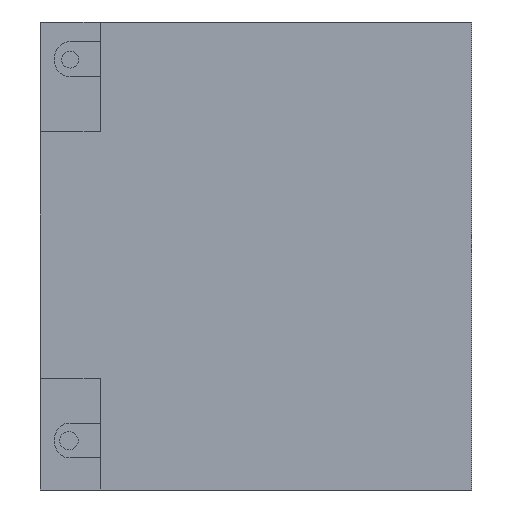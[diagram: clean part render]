
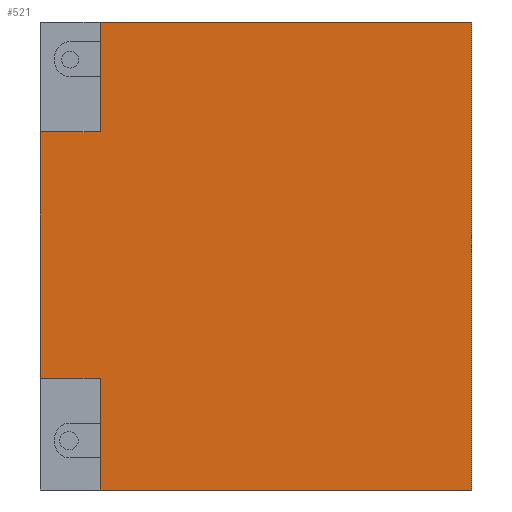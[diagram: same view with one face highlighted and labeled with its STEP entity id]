
A CAD part, left-side view. The second image highlights one B-rep face of the part: STEP entity #521.
In plain terms, the highlighted planar face has unit normal (-1, 0, 0).
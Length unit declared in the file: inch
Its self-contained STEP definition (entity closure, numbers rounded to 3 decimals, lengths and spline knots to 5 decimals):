
#49=FACE_OUTER_BOUND('',#79,.T.);
#79=EDGE_LOOP('',(#383,#384,#385,#386,#387,#388,#389,#390));
#111=LINE('',#762,#171);
#113=LINE('',#766,#173);
#119=LINE('',#780,#179);
#121=LINE('',#784,#181);
#123=LINE('',#788,#183);
#127=LINE('',#795,#187);
#130=LINE('',#801,#190);
#131=LINE('',#802,#191);
#171=VECTOR('',#613,0.3937);
#173=VECTOR('',#617,0.3937);
#179=VECTOR('',#627,0.3937);
#181=VECTOR('',#631,0.3937);
#183=VECTOR('',#635,0.3937);
#187=VECTOR('',#641,0.3937);
#190=VECTOR('',#646,0.3937);
#191=VECTOR('',#647,0.3937);
#229=VERTEX_POINT('',#758);
#230=VERTEX_POINT('',#760);
#231=VERTEX_POINT('',#764);
#236=VERTEX_POINT('',#777);
#237=VERTEX_POINT('',#779);
#238=VERTEX_POINT('',#783);
#239=VERTEX_POINT('',#787);
#243=VERTEX_POINT('',#800);
#279=EDGE_CURVE('',#229,#230,#111,.T.);
#281=EDGE_CURVE('',#230,#231,#113,.T.);
#287=EDGE_CURVE('',#237,#236,#119,.T.);
#289=EDGE_CURVE('',#238,#237,#121,.T.);
#291=EDGE_CURVE('',#239,#238,#123,.T.);
#295=EDGE_CURVE('',#229,#236,#127,.T.);
#298=EDGE_CURVE('',#243,#231,#130,.T.);
#299=EDGE_CURVE('',#239,#243,#131,.T.);
#383=ORIENTED_EDGE('',*,*,#279,.T.);
#384=ORIENTED_EDGE('',*,*,#281,.T.);
#385=ORIENTED_EDGE('',*,*,#298,.F.);
#386=ORIENTED_EDGE('',*,*,#299,.F.);
#387=ORIENTED_EDGE('',*,*,#291,.T.);
#388=ORIENTED_EDGE('',*,*,#289,.T.);
#389=ORIENTED_EDGE('',*,*,#287,.T.);
#390=ORIENTED_EDGE('',*,*,#295,.F.);
#497=PLANE('',#567);
#521=ADVANCED_FACE('',(#49),#497,.T.);
#567=AXIS2_PLACEMENT_3D('',#799,#644,#645);
#613=DIRECTION('',(0.,-1.,0.));
#617=DIRECTION('',(0.,0.,-1.));
#627=DIRECTION('',(0.,1.,0.));
#631=DIRECTION('',(0.,0.,-1.));
#635=DIRECTION('',(0.,1.,0.));
#641=DIRECTION('',(0.,0.,1.));
#644=DIRECTION('center_axis',(-1.,0.,0.));
#645=DIRECTION('ref_axis',(0.,0.,1.));
#646=DIRECTION('',(0.,1.,0.));
#647=DIRECTION('',(0.,0.,-1.));
#758=CARTESIAN_POINT('',(-0.51805,6.57,0.91928));
#760=CARTESIAN_POINT('',(-0.51805,5.658,0.91928));
#762=CARTESIAN_POINT('',(-0.51805,3.285,0.91928));
#764=CARTESIAN_POINT('',(-0.51805,5.658,-0.77708));
#766=CARTESIAN_POINT('',(-0.51805,5.658,-0.35299));
#777=CARTESIAN_POINT('',(-0.51805,6.57,4.68212));
#779=CARTESIAN_POINT('',(-0.51805,5.658,4.68212));
#780=CARTESIAN_POINT('',(-0.51805,3.285,4.68212));
#783=CARTESIAN_POINT('',(-0.51805,5.658,6.35292));
#784=CARTESIAN_POINT('',(-0.51805,5.658,2.37022));
#787=CARTESIAN_POINT('',(-0.51805,0.,6.35292));
#788=CARTESIAN_POINT('',(-0.51805,0.,6.35292));
#795=CARTESIAN_POINT('',(-0.51805,6.57,6.35292));
#799=CARTESIAN_POINT('Origin',(-0.51805,0.,-0.77708));
#800=CARTESIAN_POINT('',(-0.51805,0.,-0.77708));
#801=CARTESIAN_POINT('',(-0.51805,0.,-0.77708));
#802=CARTESIAN_POINT('',(-0.51805,0.,6.35292));
